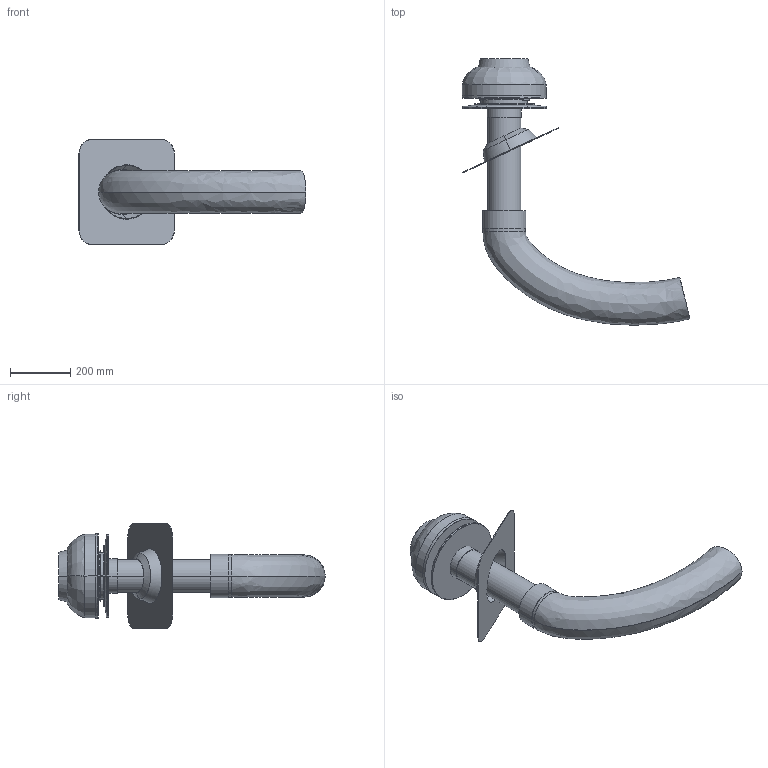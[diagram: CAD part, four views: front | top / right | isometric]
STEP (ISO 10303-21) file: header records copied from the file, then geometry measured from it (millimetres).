
FILE_DESCRIPTION((''),'2;1');
FILE_NAME('ISODRIVE-S1-650','2021-02-12T',('seona'),(''),'CREO PARAMETRIC BY PTC INC, 2016260','CREO PARAMETRIC BY PTC INC, 2016260','');
FILE_SCHEMA(('CONFIG_CONTROL_DESIGN'));
Length unit declared in the file: millimetre
Products named in the file (1): ISODRIVE-S1-650
Bounding box: 756.87 x 884.96 x 350 mm (x, y, z)
Volume: 978030.2 mm3; surface area: 1816878.3 mm2
Topology: 6 solids, 6 shells, 108 faces, 218 edges, 136 vertices
Faces by surface type: cylinder 44, plane 30, bspline 18, revolution 8, torus 4, cone 4
Entity records: 8784 total; most frequent: CARTESIAN_POINT 6482, DIRECTION 478, ORIENTED_EDGE 436, EDGE_CURVE 218, AXIS2_PLACEMENT_3D 198, VERTEX_POINT 136, EDGE_LOOP 130, CIRCLE 116
